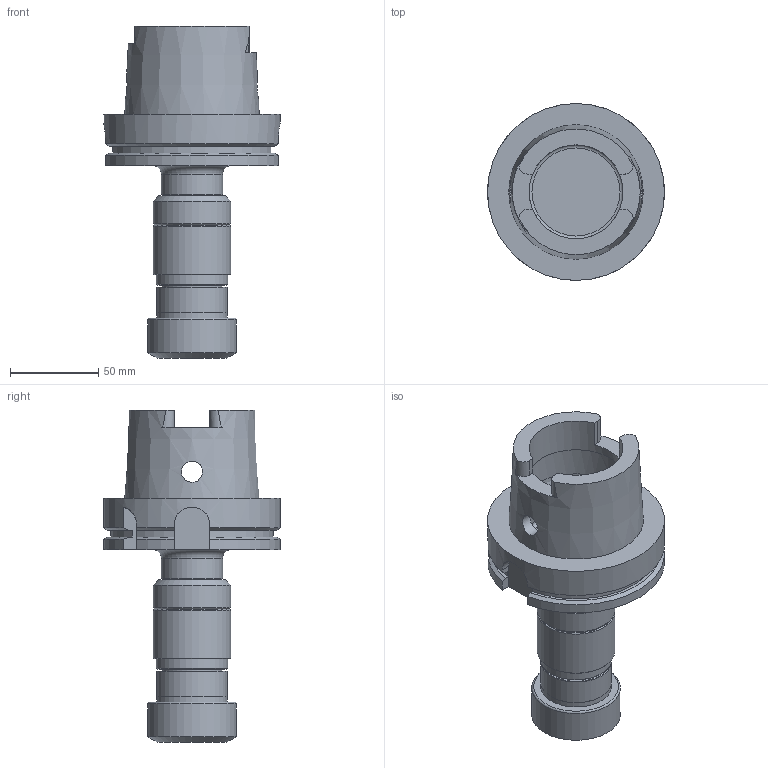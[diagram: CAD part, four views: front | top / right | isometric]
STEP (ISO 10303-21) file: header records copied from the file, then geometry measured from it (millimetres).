
FILE_DESCRIPTION(/* description */ (''),/* implementation_level */ '2;1');
FILE_NAME(/* name */ '1725528372487.stp',/* time_stamp */ '2024-09-05T11:26:17+02:00',/* author */ (''),/* organization */ ('SMS'),/* preprocessor_version */ 'ST-DEVELOPER v16.7',/* originating_system */ 'SIEMENS PLM Software NX 12.0',/* authorisation */ '');
FILE_SCHEMA (('AUTOMOTIVE_DESIGN { 1 0 10303 214 3 1 1 1 }'));
Length unit declared in the file: millimetre
Products named in the file (1): 205373845mod000_00
Bounding box: 99.93 x 99.93 x 187.6 mm (x, y, z)
Volume: 418020.6 mm3; surface area: 65839.2 mm2
Topology: 1 solids, 1 shells, 87 faces, 230 edges, 154 vertices
Faces by surface type: plane 37, cylinder 29, cone 14, torus 7
Full cylindrical faces by diameter (mm): 12 x2, 33.917 x1, 34.6 x1, 39.878 x1, 40.005 x1, 40.388 x1, 43.993 x1, 44.031 x1, 50 x1, 53.06 x2, 63.095 x1, 99.93 x1
Entity records: 2633 total; most frequent: CARTESIAN_POINT 620, DIRECTION 416, ORIENTED_EDGE 366, EDGE_CURVE 183, AXIS2_PLACEMENT_3D 171, VERTEX_POINT 134, EDGE_LOOP 127, ADVANCED_FACE 87
